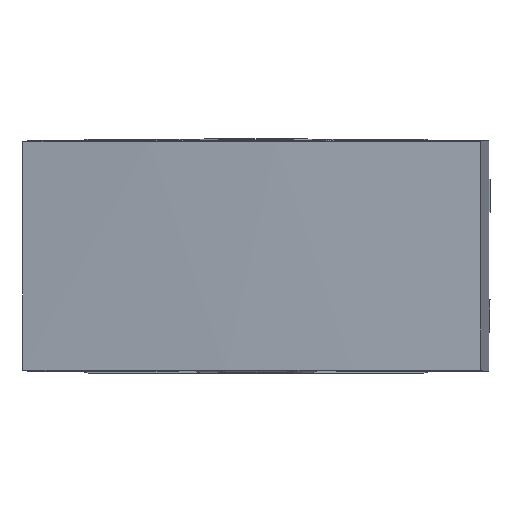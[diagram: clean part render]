
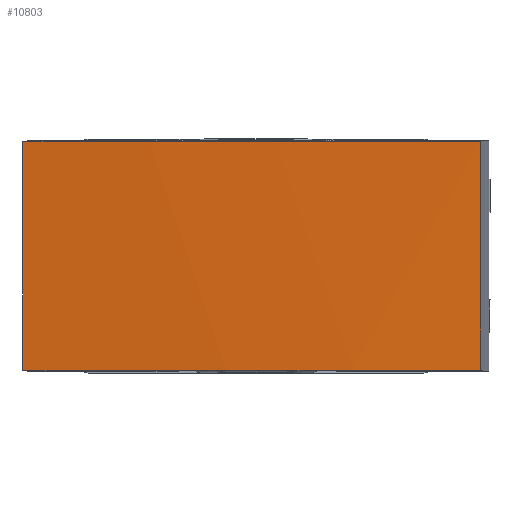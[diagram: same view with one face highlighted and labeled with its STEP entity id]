
A CAD part, top view. The second image highlights one B-rep face of the part: STEP entity #10803.
In plain terms, the highlighted cylindrical face has radius 400 mm (diameter 800 mm), a partial arc.
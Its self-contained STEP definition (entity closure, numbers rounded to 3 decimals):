
#40 = DIRECTION ( 'NONE',  ( 0., 1., 0. ) ) ;
#1325 = CARTESIAN_POINT ( 'NONE',  ( 21.524, 5.338, 20.615 ) ) ;
#1383 =( BOUNDED_CURVE ( )  B_SPLINE_CURVE ( 3, ( #20473, #9718, #11269, #13418 ),
 .UNSPECIFIED., .F., .T. ) 
 B_SPLINE_CURVE_WITH_KNOTS ( ( 4, 4 ),
 ( 3.086, 3.197 ),
 .UNSPECIFIED. ) 
 CURVE ( )  GEOMETRIC_REPRESENTATION_ITEM ( )  RATIONAL_B_SPLINE_CURVE ( ( 1., 0.999, 0.999, 1. ) ) 
 REPRESENTATION_ITEM ( '' )  );
#1544 = DIRECTION ( 'NONE',  ( 0., -1., 0. ) ) ;
#2882 = VERTEX_POINT ( 'NONE', #7307 ) ;
#3140 = ORIENTED_EDGE ( 'NONE', *, *, #21001, .T. ) ;
#4161 = VERTEX_POINT ( 'NONE', #18409 ) ;
#5523 = DIRECTION ( 'NONE',  ( 0., 0., 1. ) ) ;
#6941 = LINE ( 'NONE', #14231, #15255 ) ;
#7303 = EDGE_CURVE ( 'NONE', #20260, #4161, #1383, .T. ) ;
#7307 = CARTESIAN_POINT ( 'NONE',  ( -22.313, -16.538, 16.029 ) ) ;
#8459 = CARTESIAN_POINT ( 'NONE',  ( -22.313, -5.6, 16.029 ) ) ;
#8594 = CARTESIAN_POINT ( 'NONE',  ( 21.524, -16.538, 20.615 ) ) ;
#8825 = ORIENTED_EDGE ( 'NONE', *, *, #16580, .T. ) ;
#9718 = CARTESIAN_POINT ( 'NONE',  ( 6.835, 5.324, 19.893 ) ) ;
#10626 = DIRECTION ( 'NONE',  ( 0., 1., 0. ) ) ;
#10803 = ADVANCED_FACE ( 'NONE', ( #12676 ), #16261, .T. ) ;
#11038 = ORIENTED_EDGE ( 'NONE', *, *, #11128, .T. ) ;
#11128 = EDGE_CURVE ( 'NONE', #2882, #18915, #16464, .T. ) ;
#11269 = CARTESIAN_POINT ( 'NONE',  ( -7.793, 5.324, 18.363 ) ) ;
#12676 = FACE_OUTER_BOUND ( 'NONE', #20402, .T. ) ;
#12781 = CARTESIAN_POINT ( 'NONE',  ( 21.524, -16.538, 20.615 ) ) ;
#13242 = AXIS2_PLACEMENT_3D ( 'NONE', #19964, #40, #5523 ) ;
#13418 = CARTESIAN_POINT ( 'NONE',  ( -22.313, 5.338, 16.029 ) ) ;
#14099 = CARTESIAN_POINT ( 'NONE',  ( 6.835, -16.524, 19.893 ) ) ;
#14231 = CARTESIAN_POINT ( 'NONE',  ( 21.524, -5.6, 20.615 ) ) ;
#14318 = LINE ( 'NONE', #8459, #18621 ) ;
#15255 = VECTOR ( 'NONE', #10626, 1000. ) ;
#15774 = CARTESIAN_POINT ( 'NONE',  ( -7.793, -16.524, 18.363 ) ) ;
#16261 = CYLINDRICAL_SURFACE ( 'NONE', #13242, 400. ) ;
#16464 =( BOUNDED_CURVE ( )  B_SPLINE_CURVE ( 3, ( #22947, #15774, #14099, #8594 ),
 .UNSPECIFIED., .F., .T. ) 
 B_SPLINE_CURVE_WITH_KNOTS ( ( 4, 4 ),
 ( 6.228, 6.338 ),
 .UNSPECIFIED. ) 
 CURVE ( )  GEOMETRIC_REPRESENTATION_ITEM ( )  RATIONAL_B_SPLINE_CURVE ( ( 1., 0.999, 0.999, 1. ) ) 
 REPRESENTATION_ITEM ( '' )  );
#16580 = EDGE_CURVE ( 'NONE', #4161, #2882, #14318, .T. ) ;
#17751 = ORIENTED_EDGE ( 'NONE', *, *, #7303, .T. ) ;
#18409 = CARTESIAN_POINT ( 'NONE',  ( -22.313, 5.338, 16.029 ) ) ;
#18621 = VECTOR ( 'NONE', #1544, 1000. ) ;
#18915 = VERTEX_POINT ( 'NONE', #12781 ) ;
#19964 = CARTESIAN_POINT ( 'NONE',  ( 41.158, -5.6, -378.903 ) ) ;
#20260 = VERTEX_POINT ( 'NONE', #1325 ) ;
#20402 = EDGE_LOOP ( 'NONE', ( #3140, #17751, #8825, #11038 ) ) ;
#20473 = CARTESIAN_POINT ( 'NONE',  ( 21.524, 5.338, 20.615 ) ) ;
#21001 = EDGE_CURVE ( 'NONE', #18915, #20260, #6941, .T. ) ;
#22947 = CARTESIAN_POINT ( 'NONE',  ( -22.313, -16.538, 16.029 ) ) ;
